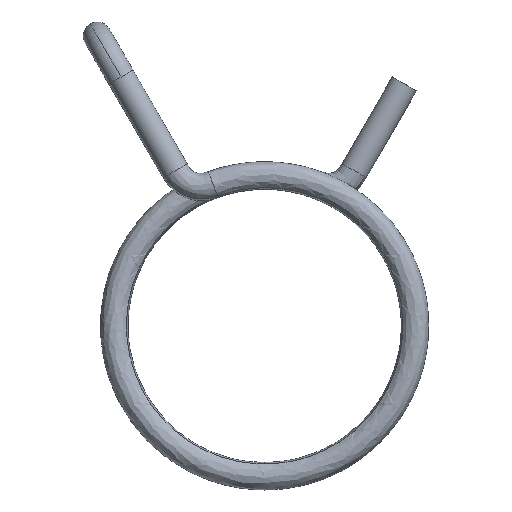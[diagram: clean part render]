
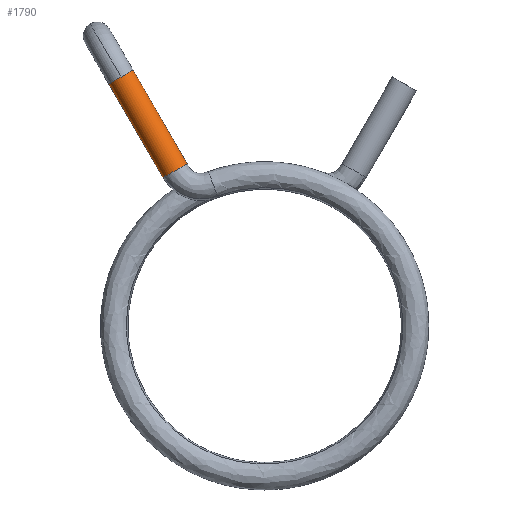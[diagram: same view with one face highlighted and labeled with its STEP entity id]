
A CAD part, top view. The second image highlights one B-rep face of the part: STEP entity #1790.
In plain terms, the highlighted cylindrical face has radius 1.25 mm (diameter 2.5 mm), a partial arc.
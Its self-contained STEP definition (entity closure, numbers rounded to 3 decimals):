
#48 = CARTESIAN_POINT ( 'NONE',  ( -9.091, 13.26, 4.25 ) ) ;
#82 = CARTESIAN_POINT ( 'NONE',  ( -11.767, 22.882, 4.25 ) ) ;
#106 = VERTEX_POINT ( 'NONE', #107 ) ;
#107 = CARTESIAN_POINT ( 'NONE',  ( -12.85, 22.257, 5.5 ) ) ;
#137 = ORIENTED_EDGE ( 'NONE', *, *, #2629, .F. ) ;
#151 = CARTESIAN_POINT ( 'NONE',  ( -8.015, 13.882, 4.25 ) ) ;
#339 = CARTESIAN_POINT ( 'NONE',  ( -13.933, 21.632, 4.25 ) ) ;
#456 = VERTEX_POINT ( 'NONE', #82 ) ;
#752 = EDGE_LOOP ( 'NONE', ( #4290, #2076, #1467, #6050, #137, #6055 ) ) ;
#869 = VERTEX_POINT ( 'NONE', #1081 ) ;
#1081 = CARTESIAN_POINT ( 'NONE',  ( -8.952, 13.34, 4.875 ) ) ;
#1127 = DIRECTION ( 'NONE',  ( 0.5, -0.866, 0. ) ) ;
#1162 = CARTESIAN_POINT ( 'NONE',  ( -13.933, 21.632, 4.25 ) ) ;
#1164 = DIRECTION ( 'NONE',  ( 0.75, 0.433, -0.5 ) ) ;
#1467 = ORIENTED_EDGE ( 'NONE', *, *, #5339, .T. ) ;
#1471 = CIRCLE ( 'NONE', #4874, 1.25 ) ;
#1481 = CIRCLE ( 'NONE', #2453, 1.25 ) ;
#1697 = CARTESIAN_POINT ( 'NONE',  ( -12.85, 22.257, 4.25 ) ) ;
#1784 = FACE_OUTER_BOUND ( 'NONE', #752, .T. ) ;
#1790 = ADVANCED_FACE ( 'NONE', ( #1784 ), #6883, .T. ) ;
#1806 = VERTEX_POINT ( 'NONE', #48 ) ;
#1887 = DIRECTION ( 'NONE',  ( 0.5, -0.866, 0. ) ) ;
#1962 = LINE ( 'NONE', #339, #4391 ) ;
#2076 = ORIENTED_EDGE ( 'NONE', *, *, #4291, .T. ) ;
#2138 = VERTEX_POINT ( 'NONE', #4640 ) ;
#2249 = DIRECTION ( 'NONE',  ( 0.5, -0.866, 0. ) ) ;
#2387 = CARTESIAN_POINT ( 'NONE',  ( -12.85, 22.257, 4.25 ) ) ;
#2453 = AXIS2_PLACEMENT_3D ( 'NONE', #5757, #1127, #3955 ) ;
#2585 = LINE ( 'NONE', #6644, #3556 ) ;
#2629 = EDGE_CURVE ( 'NONE', #2138, #869, #1471, .T. ) ;
#2656 = DIRECTION ( 'NONE',  ( 0.5, -0.866, 0. ) ) ;
#3124 = CARTESIAN_POINT ( 'NONE',  ( -8.015, 13.882, 4.25 ) ) ;
#3204 = DIRECTION ( 'NONE',  ( 0.5, -0.866, 0. ) ) ;
#3294 = AXIS2_PLACEMENT_3D ( 'NONE', #1697, #5805, #1164 ) ;
#3486 = DIRECTION ( 'NONE',  ( 0.866, 0.5, 0. ) ) ;
#3556 = VECTOR ( 'NONE', #2656, 1000. ) ;
#3783 = CIRCLE ( 'NONE', #3294, 1.25 ) ;
#3869 = AXIS2_PLACEMENT_3D ( 'NONE', #2387, #2249, #3486 ) ;
#3872 = EDGE_CURVE ( 'NONE', #456, #106, #3783, .T. ) ;
#3955 = DIRECTION ( 'NONE',  ( 0.75, 0.433, -0.5 ) ) ;
#4228 = DIRECTION ( 'NONE',  ( 0.75, 0.433, -0.5 ) ) ;
#4290 = ORIENTED_EDGE ( 'NONE', *, *, #3872, .T. ) ;
#4291 = EDGE_CURVE ( 'NONE', #106, #7003, #1481, .T. ) ;
#4391 = VECTOR ( 'NONE', #6637, 1000. ) ;
#4640 = CARTESIAN_POINT ( 'NONE',  ( -6.938, 14.503, 4.25 ) ) ;
#4870 = DIRECTION ( 'NONE',  ( 0.75, 0.433, -0.5 ) ) ;
#4874 = AXIS2_PLACEMENT_3D ( 'NONE', #3124, #3204, #4870 ) ;
#5339 = EDGE_CURVE ( 'NONE', #7003, #1806, #1962, .T. ) ;
#5757 = CARTESIAN_POINT ( 'NONE',  ( -12.85, 22.257, 4.25 ) ) ;
#5805 = DIRECTION ( 'NONE',  ( 0.5, -0.866, 0. ) ) ;
#6050 = ORIENTED_EDGE ( 'NONE', *, *, #6495, .F. ) ;
#6055 = ORIENTED_EDGE ( 'NONE', *, *, #6732, .F. ) ;
#6495 = EDGE_CURVE ( 'NONE', #869, #1806, #7334, .T. ) ;
#6637 = DIRECTION ( 'NONE',  ( 0.5, -0.866, 0. ) ) ;
#6644 = CARTESIAN_POINT ( 'NONE',  ( -11.767, 22.882, 4.25 ) ) ;
#6732 = EDGE_CURVE ( 'NONE', #456, #2138, #2585, .T. ) ;
#6843 = AXIS2_PLACEMENT_3D ( 'NONE', #151, #1887, #4228 ) ;
#6883 = CYLINDRICAL_SURFACE ( 'NONE', #3869, 1.25 ) ;
#7003 = VERTEX_POINT ( 'NONE', #1162 ) ;
#7334 = CIRCLE ( 'NONE', #6843, 1.25 ) ;
